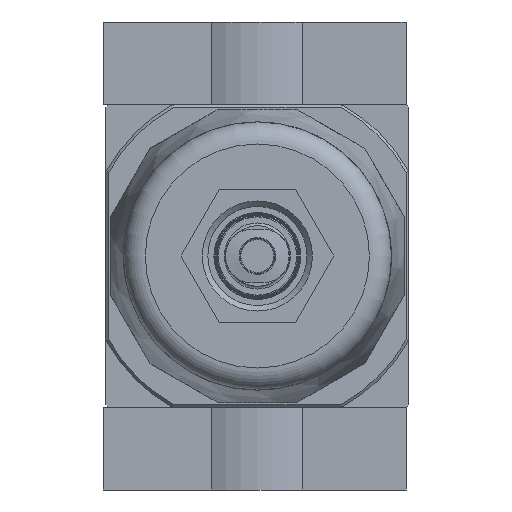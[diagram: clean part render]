
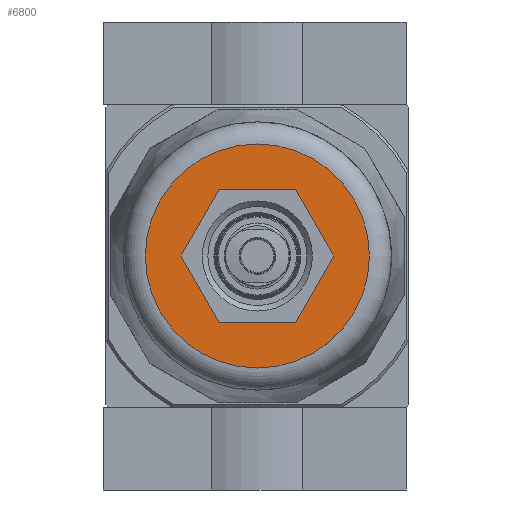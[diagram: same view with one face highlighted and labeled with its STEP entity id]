
A CAD part, front view. The second image highlights one B-rep face of the part: STEP entity #6800.
In plain terms, the highlighted planar face has unit normal (0, -1, 0).
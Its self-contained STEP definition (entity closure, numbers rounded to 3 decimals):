
#242=LINE('',#9929,#609);
#243=LINE('',#9932,#610);
#244=LINE('',#9934,#611);
#245=LINE('',#9936,#612);
#246=LINE('',#9938,#613);
#247=LINE('',#9940,#614);
#609=VECTOR('',#7921,1000.);
#610=VECTOR('',#7922,1000.);
#611=VECTOR('',#7923,1000.);
#612=VECTOR('',#7924,1000.);
#613=VECTOR('',#7925,1000.);
#614=VECTOR('',#7926,1000.);
#950=PLANE('',#7199);
#1398=ORIENTED_EDGE('',*,*,#2829,.T.);
#1399=ORIENTED_EDGE('',*,*,#2830,.T.);
#1400=ORIENTED_EDGE('',*,*,#2831,.T.);
#1401=ORIENTED_EDGE('',*,*,#2832,.T.);
#1402=ORIENTED_EDGE('',*,*,#2833,.T.);
#1403=ORIENTED_EDGE('',*,*,#2834,.T.);
#1404=ORIENTED_EDGE('',*,*,#2835,.T.);
#2829=EDGE_CURVE('',#3545,#3545,#4007,.T.);
#2830=EDGE_CURVE('',#3546,#3547,#242,.T.);
#2831=EDGE_CURVE('',#3547,#3548,#243,.T.);
#2832=EDGE_CURVE('',#3548,#3549,#244,.T.);
#2833=EDGE_CURVE('',#3549,#3550,#245,.T.);
#2834=EDGE_CURVE('',#3550,#3551,#246,.T.);
#2835=EDGE_CURVE('',#3551,#3546,#247,.T.);
#3545=VERTEX_POINT('',#9927);
#3546=VERTEX_POINT('',#9930);
#3547=VERTEX_POINT('',#9931);
#3548=VERTEX_POINT('',#9933);
#3549=VERTEX_POINT('',#9935);
#3550=VERTEX_POINT('',#9937);
#3551=VERTEX_POINT('',#9939);
#4007=CIRCLE('',#7198,20.35);
#4294=EDGE_LOOP('',(#1398));
#4295=EDGE_LOOP('',(#1399,#1400,#1401,#1402,#1403,#1404));
#4789=FACE_BOUND('',#4294,.T.);
#4790=FACE_BOUND('',#4295,.T.);
#6800=ADVANCED_FACE('',(#4789,#4790),#950,.F.);
#7198=AXIS2_PLACEMENT_3D('',#9926,#7917,#7918);
#7199=AXIS2_PLACEMENT_3D('',#9928,#7919,#7920);
#7917=DIRECTION('',(0.,-1.,0.));
#7918=DIRECTION('',(0.,0.,-1.));
#7919=DIRECTION('',(0.,1.,0.));
#7920=DIRECTION('',(0.,0.,1.));
#7921=DIRECTION('',(0.,0.,1.));
#7922=DIRECTION('',(0.866,0.,0.5));
#7923=DIRECTION('',(0.866,0.,-0.5));
#7924=DIRECTION('',(0.,0.,-1.));
#7925=DIRECTION('',(-0.866,0.,-0.5));
#7926=DIRECTION('',(-0.866,0.,0.5));
#9926=CARTESIAN_POINT('',(0.,-145.7,0.));
#9927=CARTESIAN_POINT('',(0.,-145.7,-20.35));
#9928=CARTESIAN_POINT('',(20.35,-145.7,0.));
#9929=CARTESIAN_POINT('',(-12.,-145.7,-6.928));
#9930=CARTESIAN_POINT('',(-12.,-145.7,-6.928));
#9931=CARTESIAN_POINT('',(-12.,-145.7,6.928));
#9932=CARTESIAN_POINT('',(-12.,-145.7,6.928));
#9933=CARTESIAN_POINT('',(0.,-145.7,13.856));
#9934=CARTESIAN_POINT('',(0.,-145.7,13.856));
#9935=CARTESIAN_POINT('',(12.,-145.7,6.928));
#9936=CARTESIAN_POINT('',(12.,-145.7,6.928));
#9937=CARTESIAN_POINT('',(12.,-145.7,-6.928));
#9938=CARTESIAN_POINT('',(12.,-145.7,-6.928));
#9939=CARTESIAN_POINT('',(0.,-145.7,-13.856));
#9940=CARTESIAN_POINT('',(0.,-145.7,-13.856));
